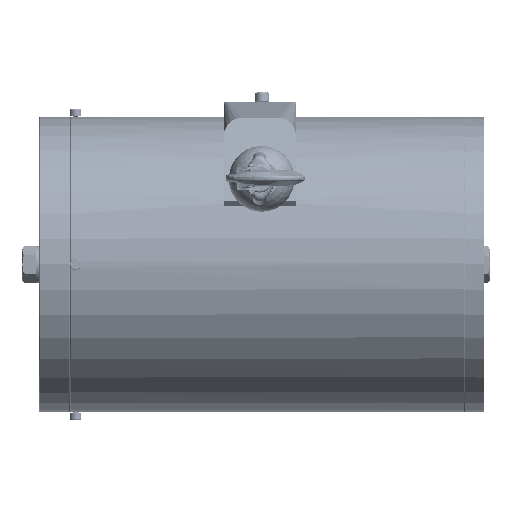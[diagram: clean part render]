
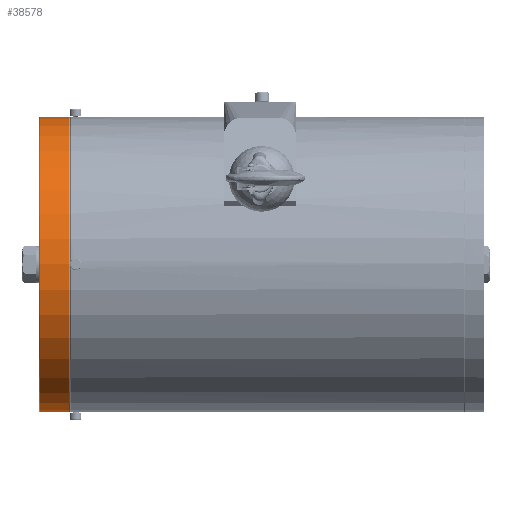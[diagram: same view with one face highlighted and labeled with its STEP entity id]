
A CAD part, top view. The second image highlights one B-rep face of the part: STEP entity #38578.
In plain terms, the highlighted cylindrical face has radius 130 mm (diameter 260 mm), a full revolution.
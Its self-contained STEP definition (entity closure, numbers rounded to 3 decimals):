
#38536=CARTESIAN_POINT('',(0.0,0.5,-130.0));
#38537=VERTEX_POINT('',#38536);
#38538=CARTESIAN_POINT('',(0.0,0.5,0.0));
#38539=DIRECTION('',(0.0,1.0,0.0));
#38540=DIRECTION('',(1.0,0.0,0.0));
#38541=AXIS2_PLACEMENT_3D('',#38538,#38539,#38540);
#38542=CIRCLE('',#38541,130.0);
#38543=EDGE_CURVE('',#38537,#38537,#38542,.F.);
#38559=CARTESIAN_POINT('',(0.0,40.95,0.0));
#38560=DIRECTION('',(0.0,-1.0,0.0));
#38561=DIRECTION('',(0.0,0.0,-1.0));
#38562=AXIS2_PLACEMENT_3D('',#38559,#38560,#38561);
#38563=CYLINDRICAL_SURFACE('',#38562,130.0);
#38564=CARTESIAN_POINT('',(0.,26.5,-130.0));
#38565=VERTEX_POINT('',#38564);
#38566=CARTESIAN_POINT('',(0.,26.5,0.));
#38567=DIRECTION('',(0.,-1.0,0.));
#38568=DIRECTION('',(0.,0.,1.0));
#38569=AXIS2_PLACEMENT_3D('',#38566,#38567,#38568);
#38570=CIRCLE('',#38569,130.);
#38571=EDGE_CURVE('',#38565,#38565,#38570,.T.);
#38572=ORIENTED_EDGE('',*,*,#38571,.T.);
#38573=EDGE_LOOP('',(#38572));
#38574=FACE_OUTER_BOUND('',#38573,.T.);
#38575=ORIENTED_EDGE('',*,*,#38543,.F.);
#38576=EDGE_LOOP('',(#38575));
#38577=FACE_BOUND('',#38576,.T.);
#38578=ADVANCED_FACE('',(#38574,#38577),#38563,.T.);
